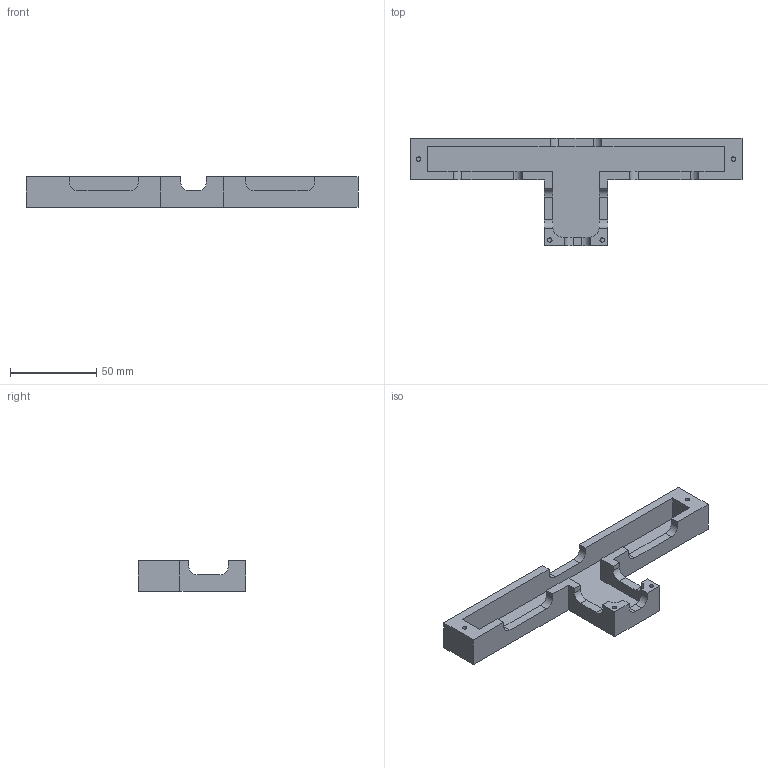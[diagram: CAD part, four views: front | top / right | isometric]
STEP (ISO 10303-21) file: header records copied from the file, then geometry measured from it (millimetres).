
FILE_DESCRIPTION(/* description */ (''),/* implementation_level */ '2;1');
FILE_NAME(/* name */ 'Cover v6.step',/* time_stamp */ '2024-01-27T21:26:26+01:00',/* author */ (''),/* organization */ (''),/* preprocessor_version */ 'ST-DEVELOPER v20',/* originating_system */ 'Autodesk Translation Framework v12.14.0.127',/* authorisation */ '');
FILE_SCHEMA (('AUTOMOTIVE_DESIGN { 1 0 10303 214 3 1 1 }'));
Length unit declared in the file: millimetre
Products named in the file (1): Cover
Bounding box: 192.1 x 62.12 x 17.6 mm (x, y, z)
Volume: 49191.7 mm3; surface area: 25603.9 mm2
Topology: 1 solids, 1 shells, 64 faces, 171 edges, 113 vertices
Faces by surface type: plane 46, cylinder 18
Full cylindrical faces by diameter (mm): 2.5 x4
Entity records: 2020 total; most frequent: CARTESIAN_POINT 349, ORIENTED_EDGE 342, DIRECTION 337, EDGE_CURVE 171, LINE 135, VECTOR 135, VERTEX_POINT 113, AXIS2_PLACEMENT_3D 101
